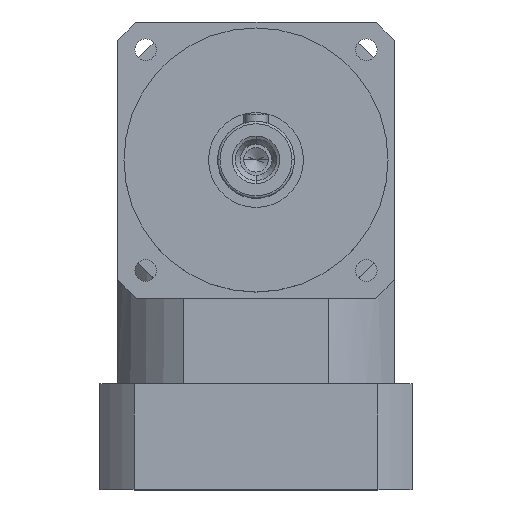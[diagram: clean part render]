
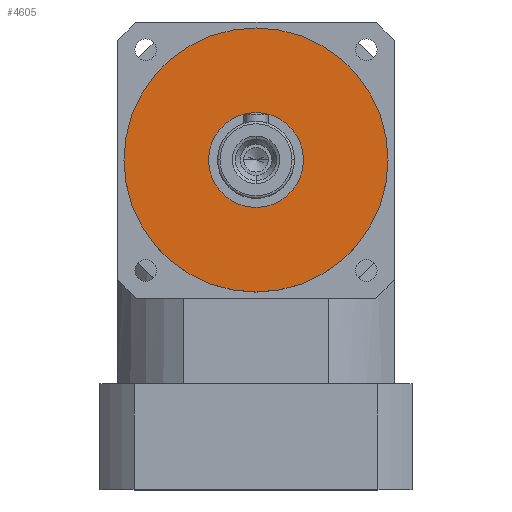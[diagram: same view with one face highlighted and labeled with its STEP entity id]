
A CAD part, top view. The second image highlights one B-rep face of the part: STEP entity #4605.
In plain terms, the highlighted planar face has unit normal (0, 0, 1).
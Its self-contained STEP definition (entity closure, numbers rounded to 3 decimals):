
#809 = FACE_OUTER_BOUND ( 'NONE', #3892, .T. ) ;
#869 = AXIS2_PLACEMENT_3D ( 'NONE', #2189, #6718, #2848 ) ;
#1417 = PLANE ( 'NONE',  #869 ) ;
#1456 = VERTEX_POINT ( 'NONE', #5649 ) ;
#1497 = AXIS2_PLACEMENT_3D ( 'NONE', #7144, #3279, #7788 ) ;
#2057 = CARTESIAN_POINT ( 'NONE',  ( 0., 0., 123.5 ) ) ;
#2189 = CARTESIAN_POINT ( 'NONE',  ( 0., 0., 123.5 ) ) ;
#2714 = DIRECTION ( 'NONE',  ( 1., 0., 0. ) ) ;
#2848 = DIRECTION ( 'NONE',  ( 1., 0., 0. ) ) ;
#3279 = DIRECTION ( 'NONE',  ( 0., 0., 1. ) ) ;
#3434 = AXIS2_PLACEMENT_3D ( 'NONE', #2057, #6597, #2714 ) ;
#3528 = CIRCLE ( 'NONE', #1497, 55. ) ;
#3608 = EDGE_CURVE ( 'NONE', #6062, #1456, #4532, .T. ) ;
#3892 = EDGE_LOOP ( 'NONE', ( #7072, #8424 ) ) ;
#4532 = CIRCLE ( 'NONE', #3434, 55. ) ;
#4605 = ADVANCED_FACE ( 'NONE', ( #809 ), #1417, .T. ) ;
#5649 = CARTESIAN_POINT ( 'NONE',  ( 55., 0., 123.5 ) ) ;
#6062 = VERTEX_POINT ( 'NONE', #6099 ) ;
#6099 = CARTESIAN_POINT ( 'NONE',  ( -55., 0., 123.5 ) ) ;
#6597 = DIRECTION ( 'NONE',  ( 0., 0., 1. ) ) ;
#6718 = DIRECTION ( 'NONE',  ( 0., 0., 1. ) ) ;
#7072 = ORIENTED_EDGE ( 'NONE', *, *, #3608, .T. ) ;
#7144 = CARTESIAN_POINT ( 'NONE',  ( 0., 0., 123.5 ) ) ;
#7788 = DIRECTION ( 'NONE',  ( 1., 0., 0. ) ) ;
#8082 = EDGE_CURVE ( 'NONE', #1456, #6062, #3528, .T. ) ;
#8424 = ORIENTED_EDGE ( 'NONE', *, *, #8082, .T. ) ;
